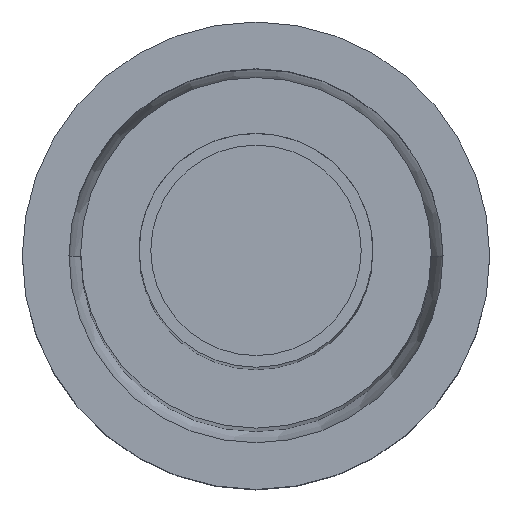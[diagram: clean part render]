
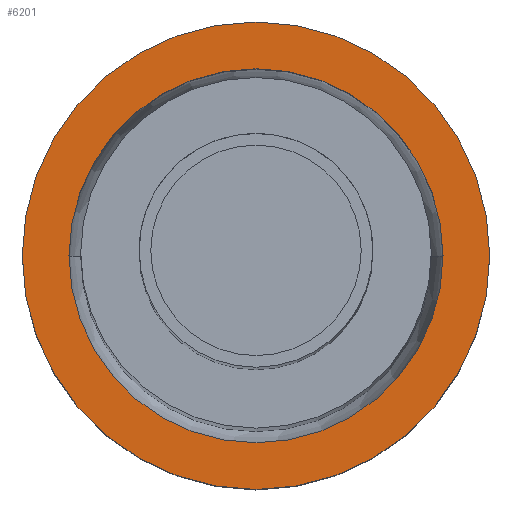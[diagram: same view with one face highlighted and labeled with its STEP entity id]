
A CAD part, top view. The second image highlights one B-rep face of the part: STEP entity #6201.
In plain terms, the highlighted planar face has unit normal (0, 0, 1).
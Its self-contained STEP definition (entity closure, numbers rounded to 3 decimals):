
#570 = CARTESIAN_POINT ( 'NONE',  ( -2., 0., 2.5 ) ) ;
#593 = CIRCLE ( 'NONE', #1796, 1.6 ) ;
#872 = EDGE_LOOP ( 'NONE', ( #1254, #1435 ) ) ;
#1145 = CARTESIAN_POINT ( 'NONE',  ( -1.6, 0., 2.5 ) ) ;
#1172 = AXIS2_PLACEMENT_3D ( 'NONE', #2232, #4944, #11634 ) ;
#1254 = ORIENTED_EDGE ( 'NONE', *, *, #2489, .F. ) ;
#1435 = ORIENTED_EDGE ( 'NONE', *, *, #5388, .F. ) ;
#1796 = AXIS2_PLACEMENT_3D ( 'NONE', #8335, #6372, #9290 ) ;
#2232 = CARTESIAN_POINT ( 'NONE',  ( 0., 0., 2.5 ) ) ;
#2463 = ORIENTED_EDGE ( 'NONE', *, *, #6149, .T. ) ;
#2489 = EDGE_CURVE ( 'NONE', #11406, #5188, #4155, .T. ) ;
#2492 = CIRCLE ( 'NONE', #1172, 2. ) ;
#2678 = CARTESIAN_POINT ( 'NONE',  ( 2., 0., 2.5 ) ) ;
#2962 = VERTEX_POINT ( 'NONE', #2678 ) ;
#3039 = CARTESIAN_POINT ( 'NONE',  ( 0., 0., 2.5 ) ) ;
#3681 = CIRCLE ( 'NONE', #7813, 2. ) ;
#4155 = CIRCLE ( 'NONE', #6465, 1.6 ) ;
#4916 = DIRECTION ( 'NONE',  ( 1., 0., 0. ) ) ;
#4944 = DIRECTION ( 'NONE',  ( 0., 0., 1. ) ) ;
#4985 = VERTEX_POINT ( 'NONE', #570 ) ;
#5024 = FACE_BOUND ( 'NONE', #872, .T. ) ;
#5188 = VERTEX_POINT ( 'NONE', #1145 ) ;
#5388 = EDGE_CURVE ( 'NONE', #5188, #11406, #593, .T. ) ;
#5592 = DIRECTION ( 'NONE',  ( 0., 0., 1. ) ) ;
#6149 = EDGE_CURVE ( 'NONE', #2962, #4985, #3681, .T. ) ;
#6199 = ORIENTED_EDGE ( 'NONE', *, *, #9614, .T. ) ;
#6201 = ADVANCED_FACE ( 'NONE', ( #10097, #5024 ), #6794, .T. ) ;
#6372 = DIRECTION ( 'NONE',  ( 0., 0., 1. ) ) ;
#6465 = AXIS2_PLACEMENT_3D ( 'NONE', #8512, #5592, #11938 ) ;
#6794 = PLANE ( 'NONE',  #12299 ) ;
#7007 = DIRECTION ( 'NONE',  ( 0., 0., 1. ) ) ;
#7813 = AXIS2_PLACEMENT_3D ( 'NONE', #3039, #9722, #4916 ) ;
#8335 = CARTESIAN_POINT ( 'NONE',  ( 0., 0., 2.5 ) ) ;
#8436 = EDGE_LOOP ( 'NONE', ( #2463, #6199 ) ) ;
#8512 = CARTESIAN_POINT ( 'NONE',  ( 0., 0., 2.5 ) ) ;
#9004 = CARTESIAN_POINT ( 'NONE',  ( 1.6, 0., 2.5 ) ) ;
#9290 = DIRECTION ( 'NONE',  ( 1., 0., 0. ) ) ;
#9614 = EDGE_CURVE ( 'NONE', #4985, #2962, #2492, .T. ) ;
#9722 = DIRECTION ( 'NONE',  ( 0., 0., 1. ) ) ;
#10097 = FACE_OUTER_BOUND ( 'NONE', #8436, .T. ) ;
#10880 = DIRECTION ( 'NONE',  ( 1., 0., 0. ) ) ;
#11406 = VERTEX_POINT ( 'NONE', #9004 ) ;
#11634 = DIRECTION ( 'NONE',  ( 1., 0., 0. ) ) ;
#11773 = CARTESIAN_POINT ( 'NONE',  ( 1.6, 0., 2.5 ) ) ;
#11938 = DIRECTION ( 'NONE',  ( 1., 0., 0. ) ) ;
#12299 = AXIS2_PLACEMENT_3D ( 'NONE', #11773, #7007, #10880 ) ;
